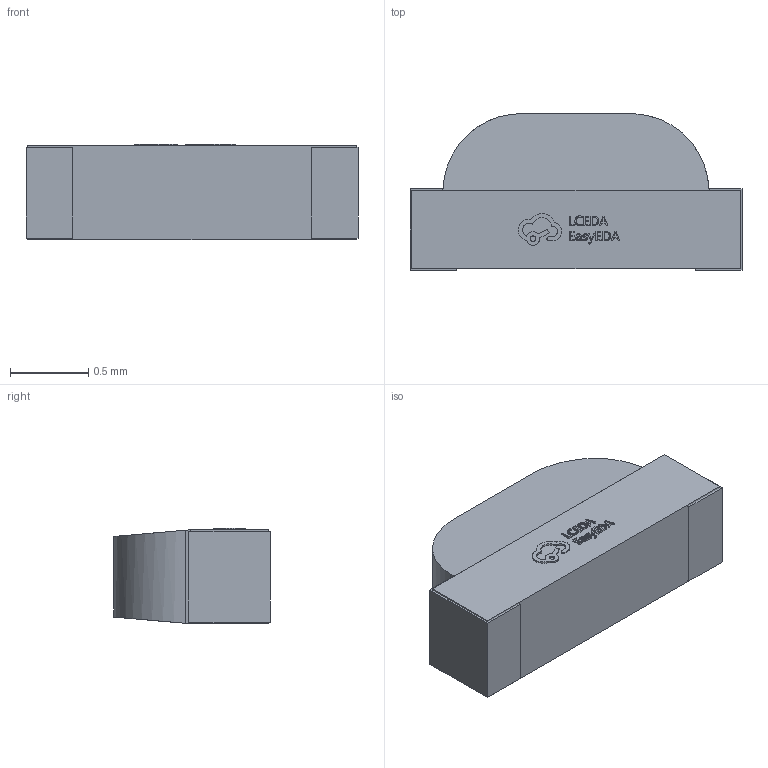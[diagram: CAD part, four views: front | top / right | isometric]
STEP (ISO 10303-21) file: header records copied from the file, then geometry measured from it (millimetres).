
FILE_DESCRIPTION (( 'STEP AP214' ), '1' );
FILE_NAME ('LED-SMD_2P-L2.1-W1.0-H0.6.step', '2022-07-08T11:51:45', ( '' ), ( '' ), 'SwSTEP 2.0', 'SolidWorks 2020', '' );
FILE_SCHEMA (( 'AUTOMOTIVE_DESIGN' ));
Length unit declared in the file: millimetre
Products named in the file (1): LED-SMD_2P-L2.1-W1.0-H0.6
Bounding box: 2.12 x 1 x 0.61 mm (x, y, z)
Volume: 1.2 mm3; surface area: 11.5 mm2
Topology: 4 solids, 4 shells, 309 faces, 825 edges, 550 vertices
Faces by surface type: plane 195, bspline 112, cylinder 2
Entity records: 13564 total; most frequent: CARTESIAN_POINT 3801, ORIENTED_EDGE 1650, DIRECTION 989, EDGE_CURVE 825, LINE 593, VECTOR 593, VERTEX_POINT 550, EDGE_LOOP 335
